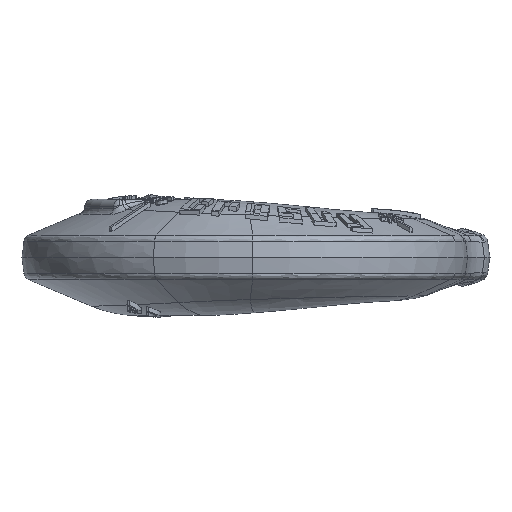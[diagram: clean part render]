
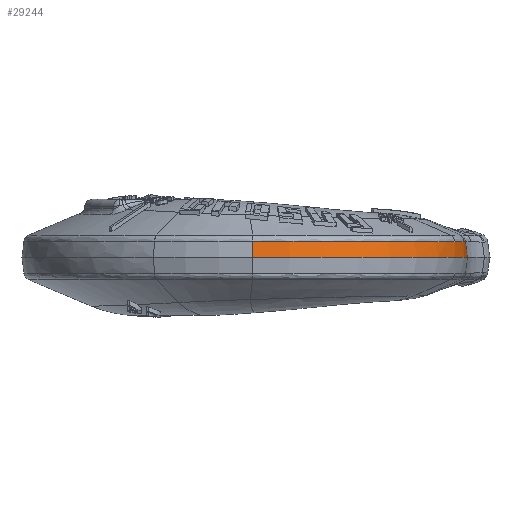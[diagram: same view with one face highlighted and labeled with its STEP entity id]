
A CAD part, front view. The second image highlights one B-rep face of the part: STEP entity #29244.
In plain terms, the highlighted conical face has half-angle 6.978 degrees and reference radius 41.21 mm.
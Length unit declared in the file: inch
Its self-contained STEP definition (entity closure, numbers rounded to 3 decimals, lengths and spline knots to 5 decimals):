
#2651=CARTESIAN_POINT('',(-0.16,-5.22187,0.1236));
#2652=CARTESIAN_POINT('',(-0.15976,-5.22187,
0.1236));
#2653=CARTESIAN_POINT('',(-0.15952,-5.22187,
0.1236));
#2654=CARTESIAN_POINT('',(-0.15928,-5.22187,
0.1236));
#2693=CARTESIAN_POINT('',(-0.15928,-5.22187,
0.1236));
#2694=CARTESIAN_POINT('',(-0.13507,-5.22187,
0.12354));
#2695=CARTESIAN_POINT('',(-0.08667,-5.22077,
0.12341));
#2696=CARTESIAN_POINT('',(-0.01421,-5.21587,
0.12321));
#2697=CARTESIAN_POINT('',(0.05796,-5.20772,
0.12299));
#2698=CARTESIAN_POINT('',(0.12968,-5.19634,
0.12276));
#2699=CARTESIAN_POINT('',(0.20081,-5.18174,
0.12252));
#2700=CARTESIAN_POINT('',(0.27121,-5.16397,
0.12226));
#2701=CARTESIAN_POINT('',(0.34074,-5.14305,
0.12201));
#2702=CARTESIAN_POINT('',(0.40926,-5.11903,
0.12175));
#2703=CARTESIAN_POINT('',(0.47662,-5.09196,
0.12149));
#2704=CARTESIAN_POINT('',(0.54269,-5.0619,
0.12123));
#2705=CARTESIAN_POINT('',(0.60735,-5.02889,
0.12097));
#2706=CARTESIAN_POINT('',(0.67045,-4.99302,
0.12072));
#2707=CARTESIAN_POINT('',(0.73187,-4.95435,
0.12049));
#2708=CARTESIAN_POINT('',(0.79149,-4.91297,
0.12026));
#2709=CARTESIAN_POINT('',(0.84918,-4.86895,
0.12005));
#2710=CARTESIAN_POINT('',(0.90484,-4.82238,
0.11986));
#2711=CARTESIAN_POINT('',(0.95834,-4.77337,
0.11969));
#2712=CARTESIAN_POINT('',(1.00959,-4.72201,
0.11954));
#2713=CARTESIAN_POINT('',(1.05847,-4.66839,
0.11942));
#2714=CARTESIAN_POINT('',(1.10489,-4.61264,
0.11933));
#2715=CARTESIAN_POINT('',(1.14874,-4.55488,
0.11927));
#2716=CARTESIAN_POINT('',(1.18996,-4.49519,
0.11925));
#2717=CARTESIAN_POINT('',(1.22847,-4.43369,
0.11925));
#2718=CARTESIAN_POINT('',(1.26419,-4.37052,
0.11928));
#2719=CARTESIAN_POINT('',(1.29703,-4.30579,
0.11932));
#2720=CARTESIAN_POINT('',(1.32695,-4.23964,
0.11937));
#2721=CARTESIAN_POINT('',(1.35386,-4.1722,
0.11942));
#2722=CARTESIAN_POINT('',(1.36976,-4.12649,
0.11946));
#2723=CARTESIAN_POINT('',(1.3772,-4.10346,
0.11947));
#6271=DIRECTION('',(0.,-0.121,-0.993));
#6272=VECTOR('',#6271,0.12452);
#6273=CARTESIAN_POINT('',(-0.16,-5.22187,0.1236));
#6274=LINE('',#6273,#6272);
#6288=CARTESIAN_POINT('',(1.3772,-4.10346,
0.11947));
#6289=CARTESIAN_POINT('',(1.38458,-4.0806,
0.11949));
#6290=CARTESIAN_POINT('',(1.39832,-4.03455,
0.11953));
#6291=CARTESIAN_POINT('',(1.41582,-3.9646,
0.11965));
#6292=CARTESIAN_POINT('',(1.43019,-3.89395,
0.11982));
#6293=CARTESIAN_POINT('',(1.44138,-3.82272,
0.12003));
#6294=CARTESIAN_POINT('',(1.44938,-3.75106,
0.12029));
#6295=CARTESIAN_POINT('',(1.45417,-3.67911,
0.1206));
#6296=CARTESIAN_POINT('',(1.45521,-3.63104,
0.12083));
#6297=CARTESIAN_POINT('',(1.4552,-3.607,
0.12095));
#6323=CARTESIAN_POINT('',(1.4552,-3.607,
0.12095));
#7617=CARTESIAN_POINT('',(-0.16,-3.607,0.));
#7618=DIRECTION('',(0.,0.,1.));
#7619=DIRECTION('',(0.,-1.,0.));
#7620=AXIS2_PLACEMENT_3D('',#7617,#7618,#7619);
#7869=DIRECTION('',(0.121,0.,-0.993));
#7870=VECTOR('',#7869,0.12185);
#7871=CARTESIAN_POINT('',(1.4552,-3.607,
0.12095));
#7872=LINE('',#7871,#7870);
#14282=CARTESIAN_POINT('',(-0.16,-5.237,0.));
#14283=CARTESIAN_POINT('',(1.47,-3.607,0.));
#14284=VERTEX_POINT('',#14282);
#14285=VERTEX_POINT('',#14283);
#14699=VERTEX_POINT('',#6323);
#14701=VERTEX_POINT('',#6288);
#14703=VERTEX_POINT('',#2693);
#14705=VERTEX_POINT('',#2651);
#29228=CARTESIAN_POINT('',(-0.16,-3.607,0.0618));
#29229=DIRECTION('',(0.,0.,-1.));
#29230=DIRECTION('',(0.,-1.,0.));
#29231=AXIS2_PLACEMENT_3D('',#29228,#29229,#29230);
#29232=CONICAL_SURFACE('',#29231,1.62244,6.978);
#29234=ORIENTED_EDGE('',*,*,#29233,.T.);
#29236=ORIENTED_EDGE('',*,*,#29235,.T.);
#29238=ORIENTED_EDGE('',*,*,#29237,.F.);
#29239=ORIENTED_EDGE('',*,*,#29219,.F.);
#29240=ORIENTED_EDGE('',*,*,#22111,.T.);
#29241=ORIENTED_EDGE('',*,*,#22258,.T.);
#29242=EDGE_LOOP('',(#29234,#29236,#29238,#29239,#29240,#29241));
#29243=FACE_OUTER_BOUND('',#29242,.F.);
#29244=ADVANCED_FACE('',(#29243),#29232,.T.);
#2655=B_SPLINE_CURVE_WITH_KNOTS('',3,(#2651,#2652,#2653,#2654),.UNSPECIFIED.,
.F.,.F.,(4,4),(0.,1.),.UNSPECIFIED.);
#2724=B_SPLINE_CURVE_WITH_KNOTS('',3,(#2693,#2694,#2695,#2696,#2697,#2698,#2699,
#2700,#2701,#2702,#2703,#2704,#2705,#2706,#2707,#2708,#2709,#2710,#2711,#2712,
#2713,#2714,#2715,#2716,#2717,#2718,#2719,#2720,#2721,#2722,#2723),
.UNSPECIFIED.,.F.,.F.,(4,1,1,1,1,1,1,1,1,1,1,1,1,1,1,1,1,1,1,1,1,1,1,1,1,1,1,1,
4),(0.,0.03571,0.07143,0.10714,
0.14286,0.17857,0.21429,0.25,0.28571,
0.32143,0.35714,0.39286,0.42857,
0.46429,0.5,0.53571,0.57143,0.60714,
0.64286,0.67857,0.71429,0.75,0.78571,
0.82143,0.85714,0.89286,0.92857,
0.96429,1.),.UNSPECIFIED.);
#6298=B_SPLINE_CURVE_WITH_KNOTS('',3,(#6288,#6289,#6290,#6291,#6292,#6293,#6294,
#6295,#6296,#6297),.UNSPECIFIED.,.F.,.F.,(4,1,1,1,1,1,1,4),(0.,
0.14286,0.28571,0.42857,0.57143,
0.71429,0.85714,1.),.UNSPECIFIED.);
#7621=CIRCLE('',#7620,1.63);
#22111=EDGE_CURVE('',#14705,#14703,#2655,.T.);
#22258=EDGE_CURVE('',#14703,#14701,#2724,.T.);
#29219=EDGE_CURVE('',#14705,#14284,#6274,.T.);
#29233=EDGE_CURVE('',#14701,#14699,#6298,.T.);
#29235=EDGE_CURVE('',#14699,#14285,#7872,.T.);
#29237=EDGE_CURVE('',#14284,#14285,#7621,.T.);
